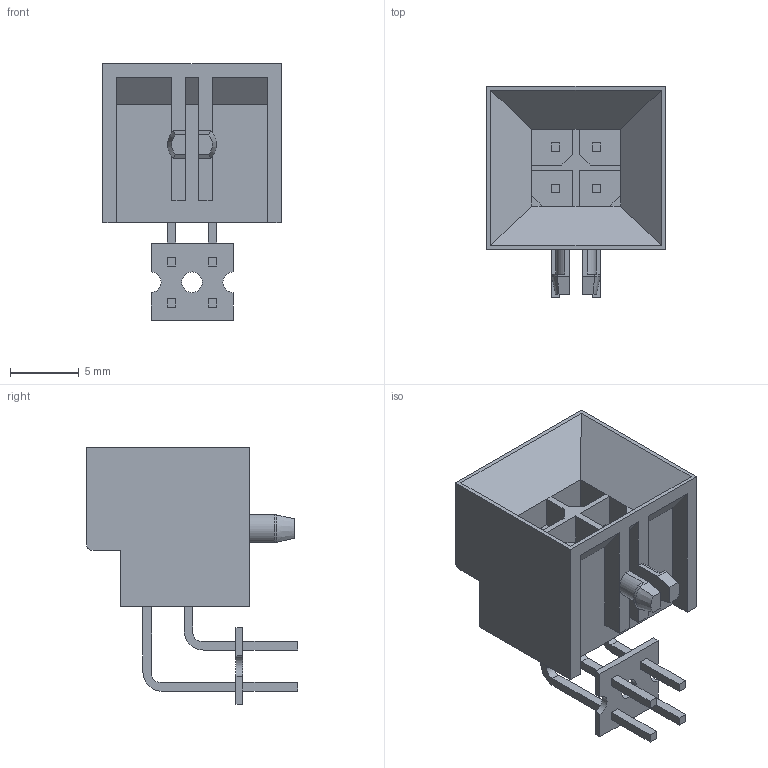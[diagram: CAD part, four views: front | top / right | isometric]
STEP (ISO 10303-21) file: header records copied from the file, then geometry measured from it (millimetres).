
FILE_DESCRIPTION((''),'2;1');
FILE_NAME('444280402','2019-02-08T',('gga'),(''),'PRO/ENGINEER BY PARAMETRIC TECHNOLOGY CORPORATION, 2016010','PRO/ENGINEER BY PARAMETRIC TECHNOLOGY CORPORATION, 2016010','');
FILE_SCHEMA(('CONFIG_CONTROL_DESIGN'));
Length unit declared in the file: millimetre
Products named in the file (1): 444280402
Bounding box: 13 x 15.4 x 18.71 mm (x, y, z)
Volume: 1035.3 mm3; surface area: 1527.9 mm2
Topology: 1 solids, 1 shells, 166 faces, 452 edges, 302 vertices
Faces by surface type: plane 145, cylinder 19, cone 2
Entity records: 5202 total; most frequent: CARTESIAN_POINT 917, ORIENTED_EDGE 878, DIRECTION 834, EDGE_CURVE 439, VECTOR 396, LINE 396, VERTEX_POINT 286, AXIS2_PLACEMENT_3D 219
